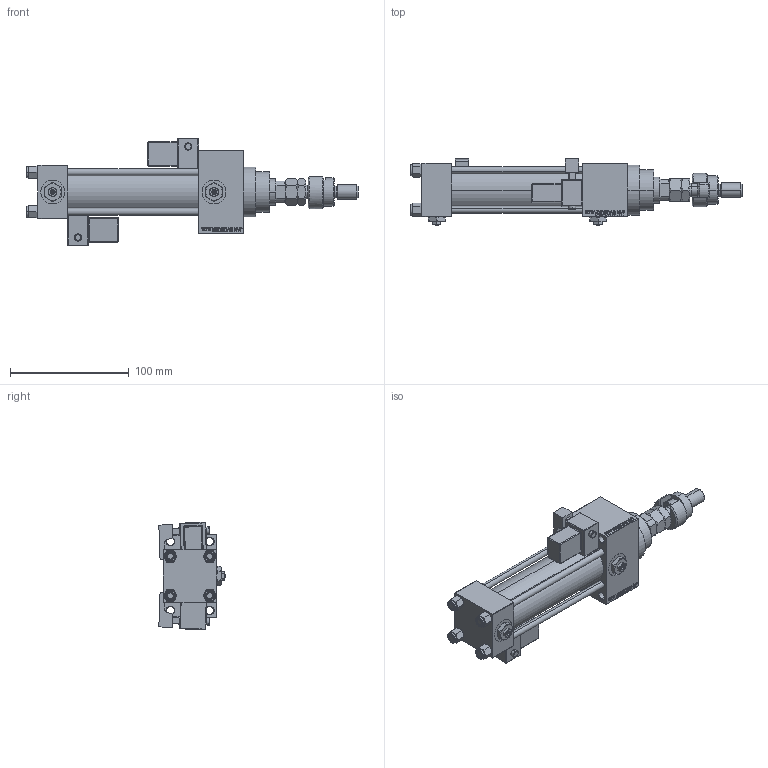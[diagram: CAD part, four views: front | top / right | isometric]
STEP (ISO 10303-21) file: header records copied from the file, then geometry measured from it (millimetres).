
FILE_DESCRIPTION (( 'STEP AP203' ), '1' );
FILE_NAME ('6275.STEP', '2022-09-14T00:40:08', ( '' ), ( '' ), 'SwSTEP 2.0', 'SolidWorks 2019', '' );
FILE_SCHEMA (( 'CONFIG_CONTROL_DESIGN' ));
Length unit declared in the file: millimetre
Products named in the file (11): FEMALE_PART_FOR_DFA 9eac4bbb699eb4cc2943293b6f0d7b26; MFA 9eac4bbb699eb4cc2943293b6f0d7b26; V215_VC_A 9eac4bbb699eb4cc2943293b6f0d7b26; 6275; V215CR_D_TYCINKA 9eac4bbb699eb4cc2943293b6f0d7b26; DFA 9eac4bbb699eb4cc2943293b6f0d7b26; Zatka_pro_OIL_PORT 9eac4bbb699eb4cc2943293b6f0d7b26; V215CR_MSU 9eac4bbb699eb4cc2943293b6f0d7b26; NUT_M5_D 9eac4bbb699eb4cc2943293b6f0d7b26; V215CR_VCP_D 9eac4bbb699eb4cc2943293b6f0d7b26; V215CR_D_Body 9eac4bbb699eb4cc2943293b6f0d7b26
Assembly tree (18 placements, depth 3):
  6275
    V215CR_D_Body 9eac4bbb699eb4cc2943293b6f0d7b26
    V215CR_VCP_D 9eac4bbb699eb4cc2943293b6f0d7b26
    NUT_M5_D 9eac4bbb699eb4cc2943293b6f0d7b26  x4
    V215CR_D_TYCINKA 9eac4bbb699eb4cc2943293b6f0d7b26  x4
    V215_VC_A 9eac4bbb699eb4cc2943293b6f0d7b26
    DFA 9eac4bbb699eb4cc2943293b6f0d7b26
      FEMALE_PART_FOR_DFA 9eac4bbb699eb4cc2943293b6f0d7b26
      MFA 9eac4bbb699eb4cc2943293b6f0d7b26
    V215CR_MSU 9eac4bbb699eb4cc2943293b6f0d7b26  x2
    Zatka_pro_OIL_PORT 9eac4bbb699eb4cc2943293b6f0d7b26  x2
Bounding box: 279 x 55.72 x 90.31 mm (x, y, z)
Volume: 351171 mm3; surface area: 122099.4 mm2
Topology: 17 solids, 17 shells, 1447 faces, 3524 edges, 2215 vertices
Faces by surface type: plane 632, bspline 368, cone 226, cylinder 173, torus 24, sphere 24
Entity records: 54210 total; most frequent: CARTESIAN_POINT 26717, ORIENTED_EDGE 5954, DIRECTION 4215, EDGE_CURVE 2977, VERTEX_POINT 1913, VECTOR 1713, LINE 1713, EDGE_LOOP 1352
